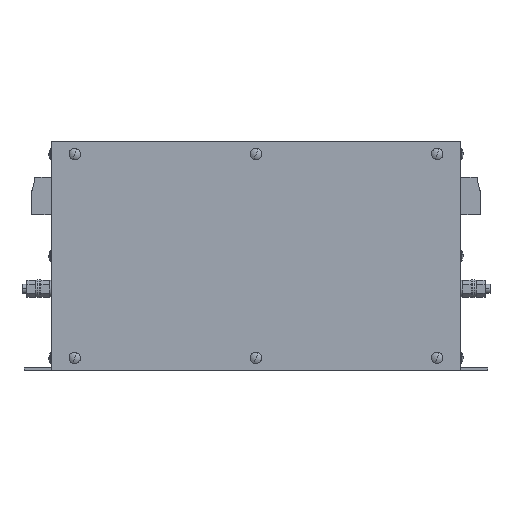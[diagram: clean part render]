
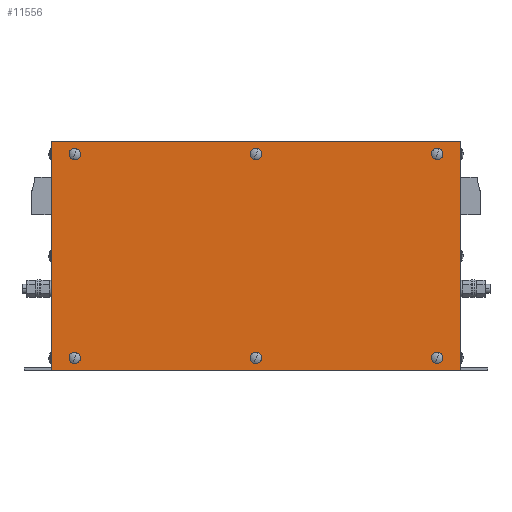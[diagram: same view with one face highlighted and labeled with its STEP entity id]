
A CAD part, top view. The second image highlights one B-rep face of the part: STEP entity #11556.
In plain terms, the highlighted planar face has unit normal (0, 0, 1).
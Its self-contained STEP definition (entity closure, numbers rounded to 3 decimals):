
#14 = CIRCLE ( 'NONE', #11225, 3.15 ) ;
#82 = EDGE_CURVE ( 'NONE', #12822, #2924, #12660, .T. ) ;
#228 = VECTOR ( 'NONE', #7961, 1000. ) ;
#462 = CARTESIAN_POINT ( 'NONE',  ( 99.6, -119.25, 73.503 ) ) ;
#648 = CARTESIAN_POINT ( 'NONE',  ( 112.5, -0.25, 73.503 ) ) ;
#782 = DIRECTION ( 'NONE',  ( 0., 0., 1. ) ) ;
#868 = CIRCLE ( 'NONE', #1818, 3.15 ) ;
#1039 = EDGE_CURVE ( 'NONE', #15831, #13509, #7574, .T. ) ;
#1336 = LINE ( 'NONE', #15759, #228 ) ;
#1384 = CIRCLE ( 'NONE', #11634, 3.15 ) ;
#1443 = DIRECTION ( 'NONE',  ( 0., 0., 1. ) ) ;
#1791 = VERTEX_POINT ( 'NONE', #15726 ) ;
#1818 = AXIS2_PLACEMENT_3D ( 'NONE', #15160, #1443, #18183 ) ;
#1950 = ORIENTED_EDGE ( 'NONE', *, *, #11029, .F. ) ;
#2066 = DIRECTION ( 'NONE',  ( 0., -1., 0. ) ) ;
#2361 = DIRECTION ( 'NONE',  ( 0., 0., 1. ) ) ;
#2415 = CARTESIAN_POINT ( 'NONE',  ( 112.5, -126.25, 73.503 ) ) ;
#2452 = CARTESIAN_POINT ( 'NONE',  ( 0., -7.25, 73.503 ) ) ;
#2474 = ORIENTED_EDGE ( 'NONE', *, *, #3974, .F. ) ;
#2502 = ORIENTED_EDGE ( 'NONE', *, *, #18892, .F. ) ;
#2587 = CARTESIAN_POINT ( 'NONE',  ( 2.91, -8.457, 73.503 ) ) ;
#2712 = DIRECTION ( 'NONE',  ( -1., 0., 0. ) ) ;
#2737 = DIRECTION ( 'NONE',  ( 0., 0., 1. ) ) ;
#2748 = EDGE_CURVE ( 'NONE', #13509, #15831, #12064, .T. ) ;
#2892 = CARTESIAN_POINT ( 'NONE',  ( 112.5, -126.25, 73.503 ) ) ;
#2895 = VERTEX_POINT ( 'NONE', #13818 ) ;
#2924 = VERTEX_POINT ( 'NONE', #18446 ) ;
#3127 = DIRECTION ( 'NONE',  ( 0., 0., 1. ) ) ;
#3468 = CARTESIAN_POINT ( 'NONE',  ( -112.5, -126.25, 73.503 ) ) ;
#3755 = AXIS2_PLACEMENT_3D ( 'NONE', #13256, #17582, #16456 ) ;
#3913 = FACE_BOUND ( 'NONE', #18853, .T. ) ;
#3952 = EDGE_CURVE ( 'NONE', #7647, #18504, #12767, .T. ) ;
#3974 = EDGE_CURVE ( 'NONE', #9559, #7892, #13705, .T. ) ;
#4101 = ORIENTED_EDGE ( 'NONE', *, *, #82, .T. ) ;
#4364 = ORIENTED_EDGE ( 'NONE', *, *, #6736, .F. ) ;
#4473 = ORIENTED_EDGE ( 'NONE', *, *, #11257, .T. ) ;
#4567 = EDGE_CURVE ( 'NONE', #5768, #2895, #1384, .T. ) ;
#4707 = AXIS2_PLACEMENT_3D ( 'NONE', #16088, #2361, #10076 ) ;
#4774 = DIRECTION ( 'NONE',  ( -1., 0., 0. ) ) ;
#5419 = DIRECTION ( 'NONE',  ( -1., 0., 0. ) ) ;
#5768 = VERTEX_POINT ( 'NONE', #15243 ) ;
#5785 = CARTESIAN_POINT ( 'NONE',  ( 102.51, -8.457, 73.503 ) ) ;
#6135 = VERTEX_POINT ( 'NONE', #2892 ) ;
#6269 = CARTESIAN_POINT ( 'NONE',  ( -2.91, -6.043, 73.503 ) ) ;
#6351 = DIRECTION ( 'NONE',  ( -1., 0., 0. ) ) ;
#6420 = CARTESIAN_POINT ( 'NONE',  ( -102.51, -118.043, 73.503 ) ) ;
#6736 = EDGE_CURVE ( 'NONE', #7892, #9559, #19646, .T. ) ;
#6759 = EDGE_CURVE ( 'NONE', #1791, #7694, #17081, .T. ) ;
#6849 = CARTESIAN_POINT ( 'NONE',  ( 112.5, -126.25, 73.503 ) ) ;
#7220 = FACE_BOUND ( 'NONE', #8337, .T. ) ;
#7239 = VECTOR ( 'NONE', #6351, 1000. ) ;
#7335 = LINE ( 'NONE', #8653, #8675 ) ;
#7414 = VECTOR ( 'NONE', #10051, 1000. ) ;
#7420 = VERTEX_POINT ( 'NONE', #12138 ) ;
#7484 = ORIENTED_EDGE ( 'NONE', *, *, #2748, .F. ) ;
#7511 = CARTESIAN_POINT ( 'NONE',  ( -99.6, -119.25, 73.503 ) ) ;
#7574 = CIRCLE ( 'NONE', #4707, 3.15 ) ;
#7647 = VERTEX_POINT ( 'NONE', #2587 ) ;
#7694 = VERTEX_POINT ( 'NONE', #5785 ) ;
#7850 = ORIENTED_EDGE ( 'NONE', *, *, #16744, .F. ) ;
#7881 = CARTESIAN_POINT ( 'NONE',  ( 0., -7.25, 73.503 ) ) ;
#7892 = VERTEX_POINT ( 'NONE', #17311 ) ;
#7923 = AXIS2_PLACEMENT_3D ( 'NONE', #7511, #17949, #2712 ) ;
#7961 = DIRECTION ( 'NONE',  ( -1., 0., 0. ) ) ;
#8051 = ORIENTED_EDGE ( 'NONE', *, *, #1039, .F. ) ;
#8078 = DIRECTION ( 'NONE',  ( -1., 0., 0. ) ) ;
#8159 = CARTESIAN_POINT ( 'NONE',  ( 112.5, -0.25, 73.503 ) ) ;
#8164 = ORIENTED_EDGE ( 'NONE', *, *, #4567, .F. ) ;
#8272 = LINE ( 'NONE', #6849, #7414 ) ;
#8337 = EDGE_LOOP ( 'NONE', ( #7484, #8051 ) ) ;
#8452 = AXIS2_PLACEMENT_3D ( 'NONE', #9383, #15493, #18404 ) ;
#8573 = CARTESIAN_POINT ( 'NONE',  ( 0., -119.25, 73.503 ) ) ;
#8653 = CARTESIAN_POINT ( 'NONE',  ( -112.5, -126.25, 73.503 ) ) ;
#8675 = VECTOR ( 'NONE', #2066, 1000. ) ;
#9107 = AXIS2_PLACEMENT_3D ( 'NONE', #10637, #3127, #16756 ) ;
#9236 = CARTESIAN_POINT ( 'NONE',  ( 102.51, -120.457, 73.503 ) ) ;
#9383 = CARTESIAN_POINT ( 'NONE',  ( 99.6, -7.25, 73.503 ) ) ;
#9429 = EDGE_LOOP ( 'NONE', ( #4473, #9645, #12596, #4101 ) ) ;
#9532 = VERTEX_POINT ( 'NONE', #3468 ) ;
#9559 = VERTEX_POINT ( 'NONE', #18695 ) ;
#9587 = DIRECTION ( 'NONE',  ( 0., 0., 1. ) ) ;
#9645 = ORIENTED_EDGE ( 'NONE', *, *, #9868, .F. ) ;
#9729 = ORIENTED_EDGE ( 'NONE', *, *, #13904, .F. ) ;
#9753 = EDGE_LOOP ( 'NONE', ( #2502, #9729 ) ) ;
#9771 = DIRECTION ( 'NONE',  ( -1., 0., 0. ) ) ;
#9799 = CARTESIAN_POINT ( 'NONE',  ( -96.69, -120.457, 73.503 ) ) ;
#9868 = EDGE_CURVE ( 'NONE', #6135, #9532, #1336, .T. ) ;
#10024 = FACE_BOUND ( 'NONE', #17015, .T. ) ;
#10051 = DIRECTION ( 'NONE',  ( 0., -1., 0. ) ) ;
#10076 = DIRECTION ( 'NONE',  ( -1., 0., 0. ) ) ;
#10511 = AXIS2_PLACEMENT_3D ( 'NONE', #8573, #14676, #13371 ) ;
#10637 = CARTESIAN_POINT ( 'NONE',  ( -99.6, -7.25, 73.503 ) ) ;
#10729 = ORIENTED_EDGE ( 'NONE', *, *, #6759, .F. ) ;
#11029 = EDGE_CURVE ( 'NONE', #18504, #7647, #14, .T. ) ;
#11225 = AXIS2_PLACEMENT_3D ( 'NONE', #7881, #13994, #8078 ) ;
#11257 = EDGE_CURVE ( 'NONE', #2924, #9532, #7335, .T. ) ;
#11556 = ADVANCED_FACE ( 'NONE', ( #14828, #7220, #16431, #3913, #12941, #10024, #13335 ), #16143, .F. ) ;
#11634 = AXIS2_PLACEMENT_3D ( 'NONE', #19023, #782, #19315 ) ;
#12064 = CIRCLE ( 'NONE', #7923, 3.15 ) ;
#12105 = AXIS2_PLACEMENT_3D ( 'NONE', #2452, #2737, #19385 ) ;
#12138 = CARTESIAN_POINT ( 'NONE',  ( 96.69, -118.043, 73.503 ) ) ;
#12378 = CIRCLE ( 'NONE', #3755, 3.15 ) ;
#12596 = ORIENTED_EDGE ( 'NONE', *, *, #12805, .F. ) ;
#12660 = LINE ( 'NONE', #8159, #7239 ) ;
#12767 = CIRCLE ( 'NONE', #12105, 3.15 ) ;
#12805 = EDGE_CURVE ( 'NONE', #12822, #6135, #8272, .T. ) ;
#12822 = VERTEX_POINT ( 'NONE', #648 ) ;
#12858 = ORIENTED_EDGE ( 'NONE', *, *, #19173, .F. ) ;
#12929 = AXIS2_PLACEMENT_3D ( 'NONE', #17306, #9587, #4774 ) ;
#12941 = FACE_BOUND ( 'NONE', #9753, .T. ) ;
#13256 = CARTESIAN_POINT ( 'NONE',  ( 99.6, -7.25, 73.503 ) ) ;
#13274 = CIRCLE ( 'NONE', #9107, 3.15 ) ;
#13335 = FACE_OUTER_BOUND ( 'NONE', #9429, .T. ) ;
#13371 = DIRECTION ( 'NONE',  ( -1., 0., 0. ) ) ;
#13509 = VERTEX_POINT ( 'NONE', #9799 ) ;
#13705 = CIRCLE ( 'NONE', #10511, 3.15 ) ;
#13818 = CARTESIAN_POINT ( 'NONE',  ( -96.69, -8.457, 73.503 ) ) ;
#13904 = EDGE_CURVE ( 'NONE', #7420, #19295, #16112, .T. ) ;
#13994 = DIRECTION ( 'NONE',  ( 0., 0., 1. ) ) ;
#14649 = DIRECTION ( 'NONE',  ( 0., 0., -1. ) ) ;
#14676 = DIRECTION ( 'NONE',  ( 0., 0., 1. ) ) ;
#14828 = FACE_BOUND ( 'NONE', #18756, .T. ) ;
#15160 = CARTESIAN_POINT ( 'NONE',  ( 99.6, -119.25, 73.503 ) ) ;
#15243 = CARTESIAN_POINT ( 'NONE',  ( -102.51, -6.043, 73.503 ) ) ;
#15473 = DIRECTION ( 'NONE',  ( 0., 0., 1. ) ) ;
#15493 = DIRECTION ( 'NONE',  ( 0., 0., 1. ) ) ;
#15726 = CARTESIAN_POINT ( 'NONE',  ( 96.69, -6.043, 73.503 ) ) ;
#15759 = CARTESIAN_POINT ( 'NONE',  ( 112.5, -126.25, 73.503 ) ) ;
#15831 = VERTEX_POINT ( 'NONE', #6420 ) ;
#16088 = CARTESIAN_POINT ( 'NONE',  ( -99.6, -119.25, 73.503 ) ) ;
#16112 = CIRCLE ( 'NONE', #19010, 3.15 ) ;
#16143 = PLANE ( 'NONE',  #17638 ) ;
#16431 = FACE_BOUND ( 'NONE', #17446, .T. ) ;
#16456 = DIRECTION ( 'NONE',  ( -1., 0., 0. ) ) ;
#16744 = EDGE_CURVE ( 'NONE', #2895, #5768, #13274, .T. ) ;
#16756 = DIRECTION ( 'NONE',  ( -1., 0., 0. ) ) ;
#17015 = EDGE_LOOP ( 'NONE', ( #2474, #4364 ) ) ;
#17081 = CIRCLE ( 'NONE', #8452, 3.15 ) ;
#17306 = CARTESIAN_POINT ( 'NONE',  ( 0., -119.25, 73.503 ) ) ;
#17311 = CARTESIAN_POINT ( 'NONE',  ( -2.91, -118.043, 73.503 ) ) ;
#17446 = EDGE_LOOP ( 'NONE', ( #12858, #10729 ) ) ;
#17553 = ORIENTED_EDGE ( 'NONE', *, *, #3952, .F. ) ;
#17582 = DIRECTION ( 'NONE',  ( 0., 0., 1. ) ) ;
#17638 = AXIS2_PLACEMENT_3D ( 'NONE', #2415, #14649, #5419 ) ;
#17949 = DIRECTION ( 'NONE',  ( 0., 0., 1. ) ) ;
#18183 = DIRECTION ( 'NONE',  ( -1., 0., 0. ) ) ;
#18404 = DIRECTION ( 'NONE',  ( -1., 0., 0. ) ) ;
#18446 = CARTESIAN_POINT ( 'NONE',  ( -112.5, -0.25, 73.503 ) ) ;
#18504 = VERTEX_POINT ( 'NONE', #6269 ) ;
#18695 = CARTESIAN_POINT ( 'NONE',  ( 2.91, -120.457, 73.503 ) ) ;
#18756 = EDGE_LOOP ( 'NONE', ( #7850, #8164 ) ) ;
#18853 = EDGE_LOOP ( 'NONE', ( #17553, #1950 ) ) ;
#18892 = EDGE_CURVE ( 'NONE', #19295, #7420, #868, .T. ) ;
#19010 = AXIS2_PLACEMENT_3D ( 'NONE', #462, #15473, #9771 ) ;
#19023 = CARTESIAN_POINT ( 'NONE',  ( -99.6, -7.25, 73.503 ) ) ;
#19173 = EDGE_CURVE ( 'NONE', #7694, #1791, #12378, .T. ) ;
#19295 = VERTEX_POINT ( 'NONE', #9236 ) ;
#19315 = DIRECTION ( 'NONE',  ( -1., 0., 0. ) ) ;
#19385 = DIRECTION ( 'NONE',  ( -1., 0., 0. ) ) ;
#19646 = CIRCLE ( 'NONE', #12929, 3.15 ) ;
